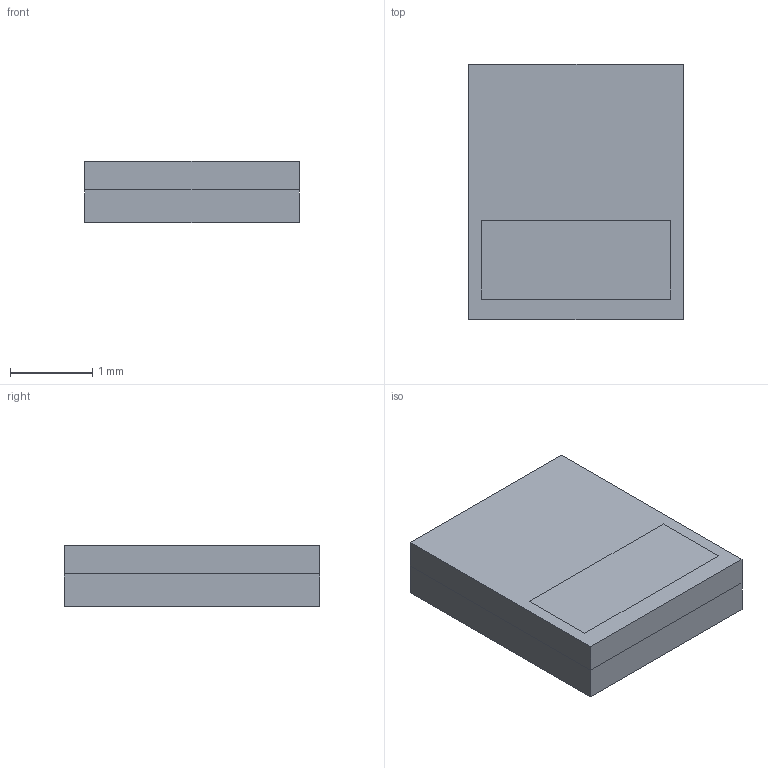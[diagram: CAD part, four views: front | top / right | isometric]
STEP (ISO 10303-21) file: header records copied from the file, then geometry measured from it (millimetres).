
FILE_DESCRIPTION (( 'STEP AP203' ), '1' );
FILE_NAME ('NC2W121D-S1.STEP', '2020-04-23T07:51:41', ( '' ), ( '' ), 'SwSTEP 2.0', 'SolidWorks 2018', '' );
FILE_SCHEMA (( 'CONFIG_CONTROL_DESIGN' ));
Length unit declared in the file: millimetre
Products named in the file (5): NC2W121D-S1; Part1; Part3; Part4; Part2
Assembly tree (4 placements, depth 2):
  NC2W121D-S1
    Part1
    Part2
    Part3
    Part4
Bounding box: 2.6 x 3.1 x 0.75 mm (x, y, z)
Volume: 6 mm3; surface area: 56.6 mm2
Topology: 7 solids, 7 shells, 57 faces, 126 edges, 84 vertices
Faces by surface type: plane 47, cylinder 10
Entity records: 2077 total; most frequent: CARTESIAN_POINT 274, DIRECTION 274, ORIENTED_EDGE 252, EDGE_CURVE 126, VECTOR 106, LINE 106, VERTEX_POINT 84, AXIS2_PLACEMENT_3D 84
